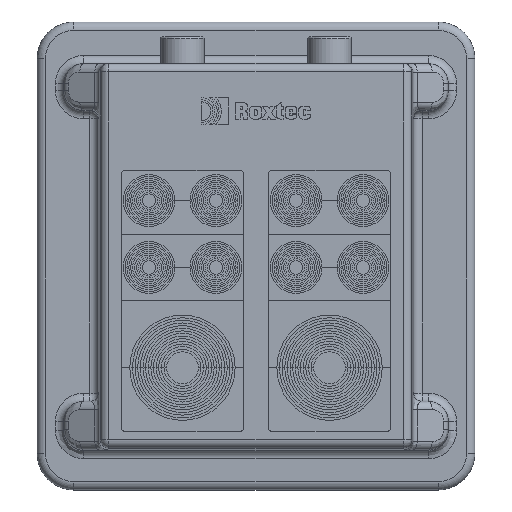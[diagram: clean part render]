
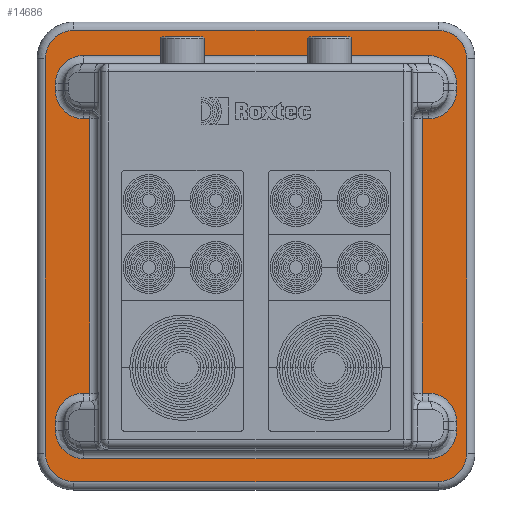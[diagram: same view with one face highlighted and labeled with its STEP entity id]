
A CAD part, top view. The second image highlights one B-rep face of the part: STEP entity #14686.
In plain terms, the highlighted planar face has unit normal (0, 0, 1).
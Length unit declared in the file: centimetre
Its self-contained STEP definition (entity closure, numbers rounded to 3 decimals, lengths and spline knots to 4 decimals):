
#186=ELLIPSE('',#16298,0.8501,0.85);
#187=ELLIPSE('',#16299,0.8501,0.85);
#450=FACE_BOUND('',#2101,.T.);
#1165=FACE_OUTER_BOUND('',#2100,.T.);
#2100=EDGE_LOOP('',(#11603,#11604,#11605,#11606,#11607,#11608,#11609,#11610));
#2101=EDGE_LOOP('',(#11611,#11612,#11613,#11614,#11615,#11616,#11617,#11618,
#11619,#11620,#11621,#11622,#11623,#11624,#11625,#11626,#11627,#11628,#11629,
#11630));
#2962=CIRCLE('',#16162,0.85);
#2965=CIRCLE('',#16167,0.85);
#2968=CIRCLE('',#16172,0.85);
#2971=CIRCLE('',#16177,0.85);
#3022=CIRCLE('',#16297,0.85);
#3023=CIRCLE('',#16300,0.85);
#3024=CIRCLE('',#16301,0.85);
#3025=CIRCLE('',#16302,0.85);
#3026=CIRCLE('',#16303,0.85);
#3027=CIRCLE('',#16304,0.85);
#3786=LINE('',#23916,#4942);
#3787=LINE('',#23924,#4943);
#3788=LINE('',#23932,#4944);
#3789=LINE('',#23938,#4945);
#3841=LINE('',#24591,#4997);
#3842=LINE('',#24595,#4998);
#3843=LINE('',#24599,#4999);
#3844=LINE('',#24603,#5000);
#3845=LINE('',#24607,#5001);
#3846=LINE('',#24609,#5002);
#3847=LINE('',#24611,#5003);
#3848=LINE('',#24615,#5004);
#3849=LINE('',#24619,#5005);
#3850=LINE('',#24623,#5006);
#3851=LINE('',#24627,#5007);
#3852=LINE('',#24628,#5008);
#4942=VECTOR('',#19735,1.);
#4943=VECTOR('',#19746,1.);
#4944=VECTOR('',#19757,1.);
#4945=VECTOR('',#19766,1.);
#4997=VECTOR('',#20054,1.);
#4998=VECTOR('',#20057,1.);
#4999=VECTOR('',#20060,1.);
#5000=VECTOR('',#20063,1.);
#5001=VECTOR('',#20066,1.);
#5002=VECTOR('',#20067,1.);
#5003=VECTOR('',#20068,1.);
#5004=VECTOR('',#20071,1.);
#5005=VECTOR('',#20074,1.);
#5006=VECTOR('',#20077,1.);
#5007=VECTOR('',#20080,1.);
#5008=VECTOR('',#20081,1.);
#6173=VERTEX_POINT('',#23908);
#6174=VERTEX_POINT('',#23910);
#6175=VERTEX_POINT('',#23914);
#6176=VERTEX_POINT('',#23918);
#6177=VERTEX_POINT('',#23922);
#6178=VERTEX_POINT('',#23926);
#6179=VERTEX_POINT('',#23930);
#6180=VERTEX_POINT('',#23934);
#6252=VERTEX_POINT('',#24589);
#6253=VERTEX_POINT('',#24590);
#6254=VERTEX_POINT('',#24592);
#6255=VERTEX_POINT('',#24594);
#6256=VERTEX_POINT('',#24596);
#6257=VERTEX_POINT('',#24598);
#6258=VERTEX_POINT('',#24600);
#6259=VERTEX_POINT('',#24602);
#6260=VERTEX_POINT('',#24604);
#6261=VERTEX_POINT('',#24606);
#6262=VERTEX_POINT('',#24608);
#6263=VERTEX_POINT('',#24610);
#6264=VERTEX_POINT('',#24612);
#6265=VERTEX_POINT('',#24614);
#6266=VERTEX_POINT('',#24616);
#6267=VERTEX_POINT('',#24618);
#6268=VERTEX_POINT('',#24620);
#6269=VERTEX_POINT('',#24622);
#6270=VERTEX_POINT('',#24624);
#6271=VERTEX_POINT('',#24626);
#7981=EDGE_CURVE('',#6174,#6173,#2962,.T.);
#7983=EDGE_CURVE('',#6175,#6174,#3786,.T.);
#7985=EDGE_CURVE('',#6176,#6175,#2965,.T.);
#7987=EDGE_CURVE('',#6177,#6176,#3787,.T.);
#7989=EDGE_CURVE('',#6178,#6177,#2968,.T.);
#7991=EDGE_CURVE('',#6179,#6178,#3788,.T.);
#7993=EDGE_CURVE('',#6180,#6179,#2971,.T.);
#7994=EDGE_CURVE('',#6173,#6180,#3789,.T.);
#8122=EDGE_CURVE('',#6252,#6253,#3841,.T.);
#8123=EDGE_CURVE('',#6254,#6252,#3022,.T.);
#8124=EDGE_CURVE('',#6255,#6254,#3842,.T.);
#8125=EDGE_CURVE('',#6256,#6255,#186,.T.);
#8126=EDGE_CURVE('',#6257,#6256,#3843,.T.);
#8127=EDGE_CURVE('',#6258,#6257,#187,.T.);
#8128=EDGE_CURVE('',#6259,#6258,#3844,.T.);
#8129=EDGE_CURVE('',#6260,#6259,#3023,.T.);
#8130=EDGE_CURVE('',#6261,#6260,#3845,.T.);
#8131=EDGE_CURVE('',#6262,#6261,#3846,.T.);
#8132=EDGE_CURVE('',#6263,#6262,#3847,.T.);
#8133=EDGE_CURVE('',#6264,#6263,#3024,.T.);
#8134=EDGE_CURVE('',#6265,#6264,#3848,.T.);
#8135=EDGE_CURVE('',#6266,#6265,#3025,.T.);
#8136=EDGE_CURVE('',#6267,#6266,#3849,.T.);
#8137=EDGE_CURVE('',#6268,#6267,#3026,.T.);
#8138=EDGE_CURVE('',#6269,#6268,#3850,.T.);
#8139=EDGE_CURVE('',#6270,#6269,#3027,.T.);
#8140=EDGE_CURVE('',#6271,#6270,#3851,.T.);
#8141=EDGE_CURVE('',#6253,#6271,#3852,.T.);
#11603=ORIENTED_EDGE('',*,*,#7994,.F.);
#11604=ORIENTED_EDGE('',*,*,#7981,.F.);
#11605=ORIENTED_EDGE('',*,*,#7983,.F.);
#11606=ORIENTED_EDGE('',*,*,#7985,.F.);
#11607=ORIENTED_EDGE('',*,*,#7987,.F.);
#11608=ORIENTED_EDGE('',*,*,#7989,.F.);
#11609=ORIENTED_EDGE('',*,*,#7991,.F.);
#11610=ORIENTED_EDGE('',*,*,#7993,.F.);
#11611=ORIENTED_EDGE('',*,*,#8122,.F.);
#11612=ORIENTED_EDGE('',*,*,#8123,.F.);
#11613=ORIENTED_EDGE('',*,*,#8124,.F.);
#11614=ORIENTED_EDGE('',*,*,#8125,.F.);
#11615=ORIENTED_EDGE('',*,*,#8126,.F.);
#11616=ORIENTED_EDGE('',*,*,#8127,.F.);
#11617=ORIENTED_EDGE('',*,*,#8128,.F.);
#11618=ORIENTED_EDGE('',*,*,#8129,.F.);
#11619=ORIENTED_EDGE('',*,*,#8130,.F.);
#11620=ORIENTED_EDGE('',*,*,#8131,.F.);
#11621=ORIENTED_EDGE('',*,*,#8132,.F.);
#11622=ORIENTED_EDGE('',*,*,#8133,.F.);
#11623=ORIENTED_EDGE('',*,*,#8134,.F.);
#11624=ORIENTED_EDGE('',*,*,#8135,.F.);
#11625=ORIENTED_EDGE('',*,*,#8136,.F.);
#11626=ORIENTED_EDGE('',*,*,#8137,.F.);
#11627=ORIENTED_EDGE('',*,*,#8138,.F.);
#11628=ORIENTED_EDGE('',*,*,#8139,.F.);
#11629=ORIENTED_EDGE('',*,*,#8140,.F.);
#11630=ORIENTED_EDGE('',*,*,#8141,.F.);
#13377=PLANE('',#16296);
#14686=ADVANCED_FACE('',(#1165,#450),#13377,.F.);
#16162=AXIS2_PLACEMENT_3D('',#23912,#19729,#19730);
#16167=AXIS2_PLACEMENT_3D('',#23920,#19740,#19741);
#16172=AXIS2_PLACEMENT_3D('',#23928,#19751,#19752);
#16177=AXIS2_PLACEMENT_3D('',#23936,#19762,#19763);
#16296=AXIS2_PLACEMENT_3D('',#24588,#20052,#20053);
#16297=AXIS2_PLACEMENT_3D('',#24593,#20055,#20056);
#16298=AXIS2_PLACEMENT_3D('',#24597,#20058,#20059);
#16299=AXIS2_PLACEMENT_3D('',#24601,#20061,#20062);
#16300=AXIS2_PLACEMENT_3D('',#24605,#20064,#20065);
#16301=AXIS2_PLACEMENT_3D('',#24613,#20069,#20070);
#16302=AXIS2_PLACEMENT_3D('',#24617,#20072,#20073);
#16303=AXIS2_PLACEMENT_3D('',#24621,#20075,#20076);
#16304=AXIS2_PLACEMENT_3D('',#24625,#20078,#20079);
#19729=DIRECTION('center_axis',(0.,0.,-1.));
#19730=DIRECTION('ref_axis',(0.707,0.707,0.));
#19735=DIRECTION('',(1.,0.,0.));
#19740=DIRECTION('center_axis',(0.,0.,-1.));
#19741=DIRECTION('ref_axis',(-0.707,0.707,0.));
#19746=DIRECTION('',(0.,1.,0.));
#19751=DIRECTION('center_axis',(0.,0.,-1.));
#19752=DIRECTION('ref_axis',(-0.707,-0.707,0.));
#19757=DIRECTION('',(-1.,0.,0.));
#19762=DIRECTION('center_axis',(0.,0.,-1.));
#19763=DIRECTION('ref_axis',(0.707,-0.707,0.));
#19766=DIRECTION('',(0.,-1.,0.));
#20052=DIRECTION('center_axis',(0.,0.,-1.));
#20053=DIRECTION('ref_axis',(-1.,0.,0.));
#20054=DIRECTION('',(-1.,0.,0.));
#20055=DIRECTION('center_axis',(0.,0.,1.));
#20056=DIRECTION('ref_axis',(0.707,0.707,0.));
#20057=DIRECTION('',(0.,1.,0.));
#20058=DIRECTION('center_axis',(0.,0.,1.));
#20059=DIRECTION('ref_axis',(0.,-1.,0.));
#20060=DIRECTION('',(1.,0.,0.));
#20061=DIRECTION('center_axis',(0.,0.,1.));
#20062=DIRECTION('ref_axis',(0.,-1.,0.));
#20063=DIRECTION('',(0.,-1.,0.));
#20064=DIRECTION('center_axis',(0.,0.,1.));
#20065=DIRECTION('ref_axis',(-0.707,0.707,0.));
#20066=DIRECTION('',(-1.,0.,0.));
#20067=DIRECTION('',(0.,-1.,0.));
#20068=DIRECTION('',(1.,0.,0.));
#20069=DIRECTION('center_axis',(0.,0.,1.));
#20070=DIRECTION('ref_axis',(-0.707,-0.707,0.));
#20071=DIRECTION('',(0.,-1.,0.));
#20072=DIRECTION('center_axis',(0.,0.,1.));
#20073=DIRECTION('ref_axis',(-0.707,0.707,0.));
#20074=DIRECTION('',(-1.,0.,0.));
#20075=DIRECTION('center_axis',(0.,0.,1.));
#20076=DIRECTION('ref_axis',(0.707,0.707,0.));
#20077=DIRECTION('',(0.,1.,0.));
#20078=DIRECTION('center_axis',(0.,0.,1.));
#20079=DIRECTION('ref_axis',(0.707,-0.707,0.));
#20080=DIRECTION('',(1.,0.,0.));
#20081=DIRECTION('',(0.,1.,0.));
#23908=CARTESIAN_POINT('',(6.3,5.9,-3.7));
#23910=CARTESIAN_POINT('',(5.45,6.75,-3.7));
#23912=CARTESIAN_POINT('Origin',(5.45,5.9,-3.7));
#23914=CARTESIAN_POINT('',(-5.45,6.75,-3.7));
#23916=CARTESIAN_POINT('',(-3.275,6.75,-3.7));
#23918=CARTESIAN_POINT('',(-6.3,5.9,-3.7));
#23920=CARTESIAN_POINT('Origin',(-5.45,5.9,-3.7));
#23922=CARTESIAN_POINT('',(-6.3,-5.9,-3.7));
#23924=CARTESIAN_POINT('',(-6.3,-3.25,-3.7));
#23926=CARTESIAN_POINT('',(-5.45,-6.75,-3.7));
#23928=CARTESIAN_POINT('Origin',(-5.45,-5.9,-3.7));
#23930=CARTESIAN_POINT('',(5.45,-6.75,-3.7));
#23932=CARTESIAN_POINT('',(3.275,-6.75,-3.7));
#23934=CARTESIAN_POINT('',(6.3,-5.9,-3.7));
#23936=CARTESIAN_POINT('Origin',(5.45,-5.9,-3.7));
#23938=CARTESIAN_POINT('',(6.3,3.25,-3.7));
#24588=CARTESIAN_POINT('Origin',(0.,0.,
-3.7));
#24589=CARTESIAN_POINT('',(5.15,-4.1,-3.7));
#24590=CARTESIAN_POINT('',(4.9672,-4.1,-3.7));
#24591=CARTESIAN_POINT('',(2.325,-4.1,-3.7));
#24592=CARTESIAN_POINT('',(6.,-4.95,-3.7));
#24593=CARTESIAN_POINT('Origin',(5.15,-4.95,-3.7));
#24594=CARTESIAN_POINT('',(6.,-5.2171,-3.7));
#24595=CARTESIAN_POINT('',(6.,-2.175,-3.7));
#24596=CARTESIAN_POINT('',(5.15,-6.0672,-3.7));
#24597=CARTESIAN_POINT('Origin',(5.15,-5.2171,-3.7));
#24598=CARTESIAN_POINT('',(-5.15,-6.0672,-3.7));
#24599=CARTESIAN_POINT('',(2.325,-6.0672,-3.7));
#24600=CARTESIAN_POINT('',(-6.,-5.2171,-3.7));
#24601=CARTESIAN_POINT('Origin',(-5.15,-5.2171,-3.7));
#24602=CARTESIAN_POINT('',(-6.,-4.95,-3.7));
#24603=CARTESIAN_POINT('',(-6.,-2.175,-3.7));
#24604=CARTESIAN_POINT('',(-5.15,-4.1,-3.7));
#24605=CARTESIAN_POINT('Origin',(-5.15,-4.95,-3.7));
#24606=CARTESIAN_POINT('',(-4.9672,-4.1,-3.7));
#24607=CARTESIAN_POINT('',(-2.325,-4.1,-3.7));
#24608=CARTESIAN_POINT('',(-4.9672,4.1,-3.7));
#24609=CARTESIAN_POINT('',(-4.9672,-2.875,-3.7));
#24610=CARTESIAN_POINT('',(-5.15,4.1,-3.7));
#24611=CARTESIAN_POINT('',(-2.325,4.1,-3.7));
#24612=CARTESIAN_POINT('',(-6.,4.95,-3.7));
#24613=CARTESIAN_POINT('Origin',(-5.15,4.95,-3.7));
#24614=CARTESIAN_POINT('',(-6.,5.15,-3.7));
#24615=CARTESIAN_POINT('',(-6.,2.175,-3.7));
#24616=CARTESIAN_POINT('',(-5.15,6.,-3.7));
#24617=CARTESIAN_POINT('Origin',(-5.15,5.15,-3.7));
#24618=CARTESIAN_POINT('',(5.15,6.,-3.7));
#24619=CARTESIAN_POINT('',(-2.325,6.,-3.7));
#24620=CARTESIAN_POINT('',(6.,5.15,-3.7));
#24621=CARTESIAN_POINT('Origin',(5.15,5.15,-3.7));
#24622=CARTESIAN_POINT('',(6.,4.95,-3.7));
#24623=CARTESIAN_POINT('',(6.,2.175,-3.7));
#24624=CARTESIAN_POINT('',(5.15,4.1,-3.7));
#24625=CARTESIAN_POINT('Origin',(5.15,4.95,-3.7));
#24626=CARTESIAN_POINT('',(4.9672,4.1,-3.7));
#24627=CARTESIAN_POINT('',(2.325,4.1,-3.7));
#24628=CARTESIAN_POINT('',(4.9672,2.875,-3.7));
